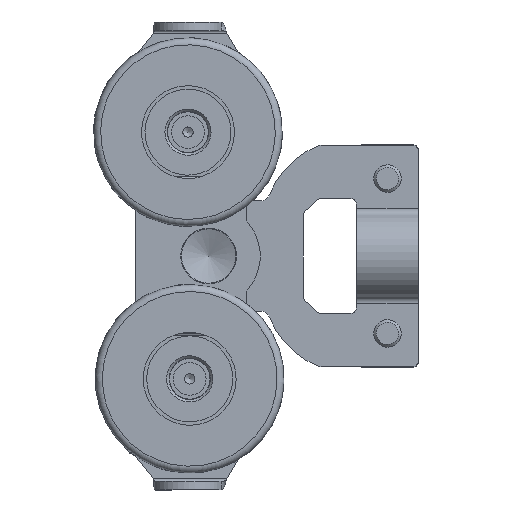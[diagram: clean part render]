
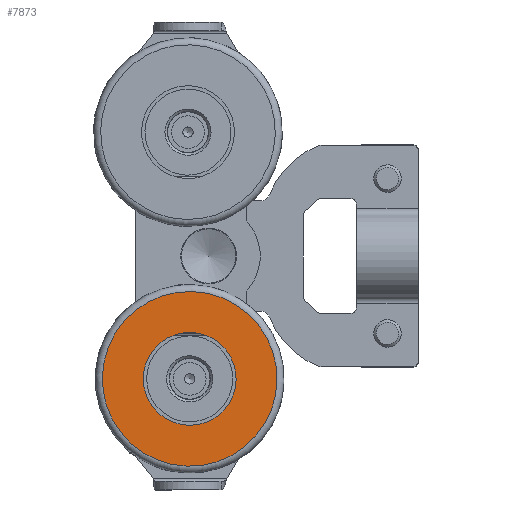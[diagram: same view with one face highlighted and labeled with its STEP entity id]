
A CAD part, left-side view. The second image highlights one B-rep face of the part: STEP entity #7873.
In plain terms, the highlighted planar face has unit normal (-1, 0, 0).
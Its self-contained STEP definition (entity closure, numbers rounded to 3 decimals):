
#474=FACE_BOUND('',#1217,.T.);
#538=PLANE('',#8538);
#758=FACE_OUTER_BOUND('',#1216,.T.);
#1216=EDGE_LOOP('',(#5516,#5517));
#1217=EDGE_LOOP('',(#5518,#5519));
#3161=CIRCLE('',#8539,25.389);
#3162=CIRCLE('',#8540,25.389);
#3163=CIRCLE('',#8541,13.5);
#3164=CIRCLE('',#8542,13.5);
#3512=VERTEX_POINT('',#11664);
#3513=VERTEX_POINT('',#11665);
#3514=VERTEX_POINT('',#11668);
#3515=VERTEX_POINT('',#11669);
#4300=EDGE_CURVE('',#3512,#3513,#3161,.T.);
#4301=EDGE_CURVE('',#3513,#3512,#3162,.T.);
#4302=EDGE_CURVE('',#3514,#3515,#3163,.T.);
#4303=EDGE_CURVE('',#3515,#3514,#3164,.T.);
#5516=ORIENTED_EDGE('',*,*,#4300,.F.);
#5517=ORIENTED_EDGE('',*,*,#4301,.F.);
#5518=ORIENTED_EDGE('',*,*,#4302,.T.);
#5519=ORIENTED_EDGE('',*,*,#4303,.T.);
#7873=ADVANCED_FACE('',(#758,#474),#538,.T.);
#8538=AXIS2_PLACEMENT_3D('',#11663,#9370,#9371);
#8539=AXIS2_PLACEMENT_3D('',#11666,#9372,#9373);
#8540=AXIS2_PLACEMENT_3D('',#11667,#9374,#9375);
#8541=AXIS2_PLACEMENT_3D('',#11670,#9376,#9377);
#8542=AXIS2_PLACEMENT_3D('',#11671,#9378,#9379);
#9370=DIRECTION('center_axis',(-1.,0.,0.));
#9371=DIRECTION('ref_axis',(0.,0.,1.));
#9372=DIRECTION('center_axis',(1.,0.,0.));
#9373=DIRECTION('ref_axis',(0.,1.,0.));
#9374=DIRECTION('center_axis',(1.,0.,0.));
#9375=DIRECTION('ref_axis',(0.,1.,0.));
#9376=DIRECTION('center_axis',(1.,0.,0.));
#9377=DIRECTION('ref_axis',(0.,1.,0.));
#9378=DIRECTION('center_axis',(1.,0.,0.));
#9379=DIRECTION('ref_axis',(0.,1.,0.));
#11663=CARTESIAN_POINT('Origin',(-0.089,46.851,0.));
#11664=CARTESIAN_POINT('',(-0.089,52.796,0.));
#11665=CARTESIAN_POINT('',(-0.089,27.407,25.389));
#11666=CARTESIAN_POINT('Origin',(-0.089,27.407,0.));
#11667=CARTESIAN_POINT('Origin',(-0.089,27.407,0.));
#11668=CARTESIAN_POINT('',(-0.089,40.907,0.));
#11669=CARTESIAN_POINT('',(-0.089,13.907,0.));
#11670=CARTESIAN_POINT('Origin',(-0.089,27.407,0.));
#11671=CARTESIAN_POINT('Origin',(-0.089,27.407,0.));
